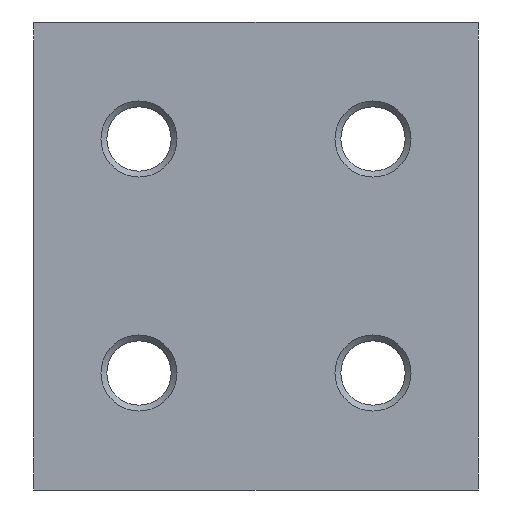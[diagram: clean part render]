
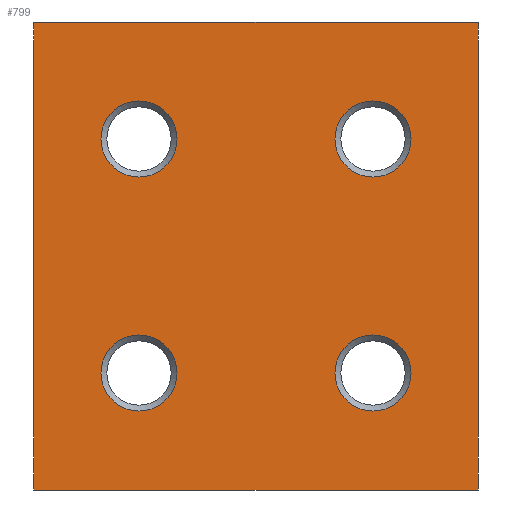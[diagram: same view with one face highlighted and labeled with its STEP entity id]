
A CAD part, front view. The second image highlights one B-rep face of the part: STEP entity #799.
In plain terms, the highlighted planar face has unit normal (0, -1, 0).
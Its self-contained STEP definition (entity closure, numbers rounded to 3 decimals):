
#14=FACE_BOUND('',#110,.T.);
#15=FACE_BOUND('',#111,.T.);
#16=FACE_BOUND('',#112,.T.);
#17=FACE_BOUND('',#113,.T.);
#31=PLANE('',#918);
#74=FACE_OUTER_BOUND('',#109,.T.);
#109=EDGE_LOOP('',(#640,#641,#642,#643));
#110=EDGE_LOOP('',(#644,#645));
#111=EDGE_LOOP('',(#646,#647));
#112=EDGE_LOOP('',(#648,#649));
#113=EDGE_LOOP('',(#650,#651));
#162=LINE('',#1376,#207);
#163=LINE('',#1379,#208);
#164=LINE('',#1381,#209);
#165=LINE('',#1382,#210);
#207=VECTOR('',#1141,1000.);
#208=VECTOR('',#1144,1000.);
#209=VECTOR('',#1145,1000.);
#210=VECTOR('',#1146,1000.);
#251=CIRCLE('',#862,3.25);
#252=CIRCLE('',#863,3.25);
#255=CIRCLE('',#867,3.25);
#256=CIRCLE('',#868,3.25);
#279=CIRCLE('',#897,3.25);
#280=CIRCLE('',#898,3.25);
#287=CIRCLE('',#907,3.25);
#288=CIRCLE('',#908,3.25);
#321=VERTEX_POINT('',#1257);
#322=VERTEX_POINT('',#1259);
#325=VERTEX_POINT('',#1267);
#326=VERTEX_POINT('',#1269);
#349=VERTEX_POINT('',#1327);
#350=VERTEX_POINT('',#1329);
#357=VERTEX_POINT('',#1347);
#358=VERTEX_POINT('',#1349);
#360=VERTEX_POINT('',#1370);
#362=VERTEX_POINT('',#1374);
#363=VERTEX_POINT('',#1378);
#364=VERTEX_POINT('',#1380);
#410=EDGE_CURVE('',#322,#321,#251,.T.);
#411=EDGE_CURVE('',#321,#322,#252,.T.);
#415=EDGE_CURVE('',#326,#325,#255,.T.);
#416=EDGE_CURVE('',#325,#326,#256,.T.);
#445=EDGE_CURVE('',#350,#349,#279,.T.);
#446=EDGE_CURVE('',#349,#350,#280,.T.);
#455=EDGE_CURVE('',#358,#357,#287,.T.);
#456=EDGE_CURVE('',#357,#358,#288,.T.);
#468=EDGE_CURVE('',#360,#362,#162,.T.);
#469=EDGE_CURVE('',#362,#363,#163,.T.);
#470=EDGE_CURVE('',#364,#363,#164,.T.);
#471=EDGE_CURVE('',#360,#364,#165,.T.);
#640=ORIENTED_EDGE('',*,*,#469,.T.);
#641=ORIENTED_EDGE('',*,*,#470,.F.);
#642=ORIENTED_EDGE('',*,*,#471,.F.);
#643=ORIENTED_EDGE('',*,*,#468,.T.);
#644=ORIENTED_EDGE('',*,*,#455,.T.);
#645=ORIENTED_EDGE('',*,*,#456,.T.);
#646=ORIENTED_EDGE('',*,*,#445,.T.);
#647=ORIENTED_EDGE('',*,*,#446,.T.);
#648=ORIENTED_EDGE('',*,*,#415,.T.);
#649=ORIENTED_EDGE('',*,*,#416,.T.);
#650=ORIENTED_EDGE('',*,*,#410,.T.);
#651=ORIENTED_EDGE('',*,*,#411,.T.);
#799=ADVANCED_FACE('',(#74,#14,#15,#16,#17),#31,.F.);
#862=AXIS2_PLACEMENT_3D('',#1260,#1009,#1010);
#863=AXIS2_PLACEMENT_3D('',#1261,#1011,#1012);
#867=AXIS2_PLACEMENT_3D('',#1270,#1020,#1021);
#868=AXIS2_PLACEMENT_3D('',#1271,#1022,#1023);
#897=AXIS2_PLACEMENT_3D('',#1330,#1086,#1087);
#898=AXIS2_PLACEMENT_3D('',#1331,#1088,#1089);
#907=AXIS2_PLACEMENT_3D('',#1350,#1108,#1109);
#908=AXIS2_PLACEMENT_3D('',#1351,#1110,#1111);
#918=AXIS2_PLACEMENT_3D('',#1377,#1142,#1143);
#1009=DIRECTION('center_axis',(0.,1.,0.));
#1010=DIRECTION('ref_axis',(0.,0.,1.));
#1011=DIRECTION('center_axis',(0.,1.,0.));
#1012=DIRECTION('ref_axis',(0.,0.,1.));
#1020=DIRECTION('center_axis',(0.,1.,0.));
#1021=DIRECTION('ref_axis',(0.,0.,1.));
#1022=DIRECTION('center_axis',(0.,1.,0.));
#1023=DIRECTION('ref_axis',(0.,0.,1.));
#1086=DIRECTION('center_axis',(0.,1.,0.));
#1087=DIRECTION('ref_axis',(0.,0.,1.));
#1088=DIRECTION('center_axis',(0.,1.,0.));
#1089=DIRECTION('ref_axis',(0.,0.,1.));
#1108=DIRECTION('center_axis',(0.,1.,0.));
#1109=DIRECTION('ref_axis',(0.,0.,1.));
#1110=DIRECTION('center_axis',(0.,1.,0.));
#1111=DIRECTION('ref_axis',(0.,0.,1.));
#1141=DIRECTION('',(-1.,0.,0.));
#1142=DIRECTION('center_axis',(0.,1.,0.));
#1143=DIRECTION('ref_axis',(0.,0.,1.));
#1144=DIRECTION('',(0.,0.,-1.));
#1145=DIRECTION('',(-1.,0.,0.));
#1146=DIRECTION('',(0.,0.,-1.));
#1257=CARTESIAN_POINT('',(-10.,0.,13.25));
#1259=CARTESIAN_POINT('',(-10.,0.,6.75));
#1260=CARTESIAN_POINT('Origin',(-10.,0.,10.));
#1261=CARTESIAN_POINT('Origin',(-10.,0.,10.));
#1267=CARTESIAN_POINT('',(10.,0.,13.25));
#1269=CARTESIAN_POINT('',(10.,0.,6.75));
#1270=CARTESIAN_POINT('Origin',(10.,0.,10.));
#1271=CARTESIAN_POINT('Origin',(10.,0.,10.));
#1327=CARTESIAN_POINT('',(10.,0.,33.25));
#1329=CARTESIAN_POINT('',(10.,0.,26.75));
#1330=CARTESIAN_POINT('Origin',(10.,0.,30.));
#1331=CARTESIAN_POINT('Origin',(10.,0.,30.));
#1347=CARTESIAN_POINT('',(-10.,0.,33.25));
#1349=CARTESIAN_POINT('',(-10.,0.,26.75));
#1350=CARTESIAN_POINT('Origin',(-10.,0.,30.));
#1351=CARTESIAN_POINT('Origin',(-10.,0.,30.));
#1370=CARTESIAN_POINT('',(19.,0.,40.));
#1374=CARTESIAN_POINT('',(-19.,0.,40.));
#1376=CARTESIAN_POINT('',(19.,0.,40.));
#1377=CARTESIAN_POINT('Origin',(19.,0.,40.));
#1378=CARTESIAN_POINT('',(-19.,0.,0.));
#1379=CARTESIAN_POINT('',(-19.,0.,40.));
#1380=CARTESIAN_POINT('',(19.,0.,0.));
#1381=CARTESIAN_POINT('',(19.,0.,0.));
#1382=CARTESIAN_POINT('',(19.,0.,40.));
